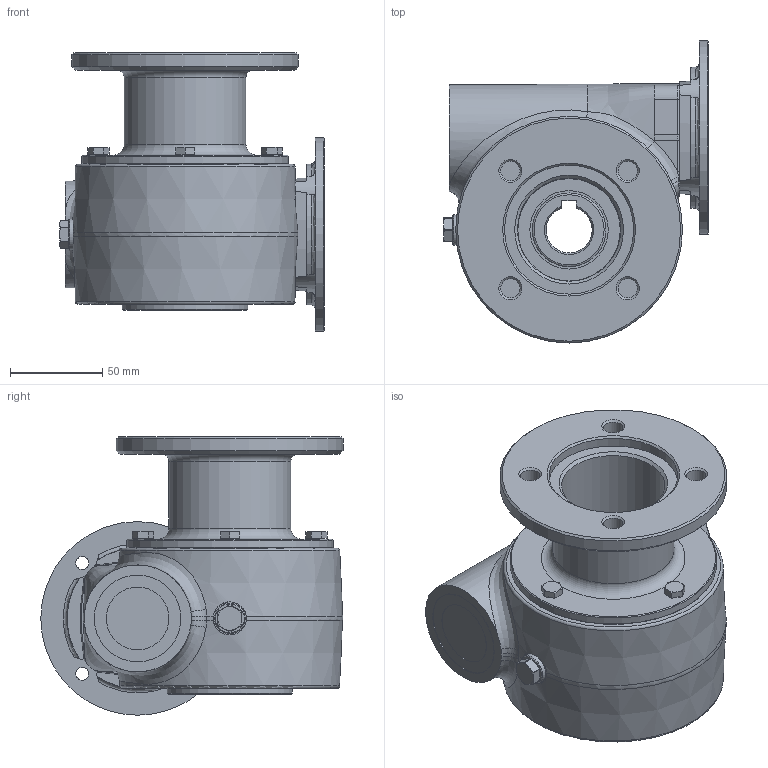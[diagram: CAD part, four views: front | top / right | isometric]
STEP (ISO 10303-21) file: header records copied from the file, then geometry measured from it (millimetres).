
FILE_DESCRIPTION( ( 'Unknown' ), '1' );
FILE_NAME( '6FB810161F93905318F647209BB2DFA.3d.stp', 'Unknown', ( 'Unknown' ), ( 'Unknown' ), 'PSStep 10.1', 'Unknown', ' ' );
FILE_SCHEMA( ( 'AUTOMOTIVE_DESIGN { 1 0 10303 214 1 1 1 1 }' ) );
Length unit declared in the file: millimetre
Products named in the file (1): N508800
Bounding box: 143.5 x 164 x 151 mm (x, y, z)
Volume: 1256264.6 mm3; surface area: 149980.6 mm2
Topology: 1 solids, 9 shells, 441 faces, 1045 edges, 667 vertices
Faces by surface type: plane 164, cone 108, cylinder 105, torus 34, bspline 30
Full cylindrical faces by diameter (mm): 4.917 x22, 6 x4, 6.5 x4, 7 x4, 8.9 x4, 10 x4, 10.5 x4, 11 x4, 16.662 x1, 18 x1, 30 x1, 34 x1, 40 x1, 42.5 x2, 47 x1, 55 x1, 56 x1, 66 x1, 68 x3, 70 x2, 105 x1, 112 x1, 123 x1
Entity records: 18505 total; most frequent: CARTESIAN_POINT 6149, DIRECTION 1786, ORIENTED_EDGE 1630, EDGE_CURVE 815, AXIS2_PLACEMENT_3D 787, EDGE_LOOP 658, VERTEX_POINT 599, FACE_OUTER_BOUND 530
